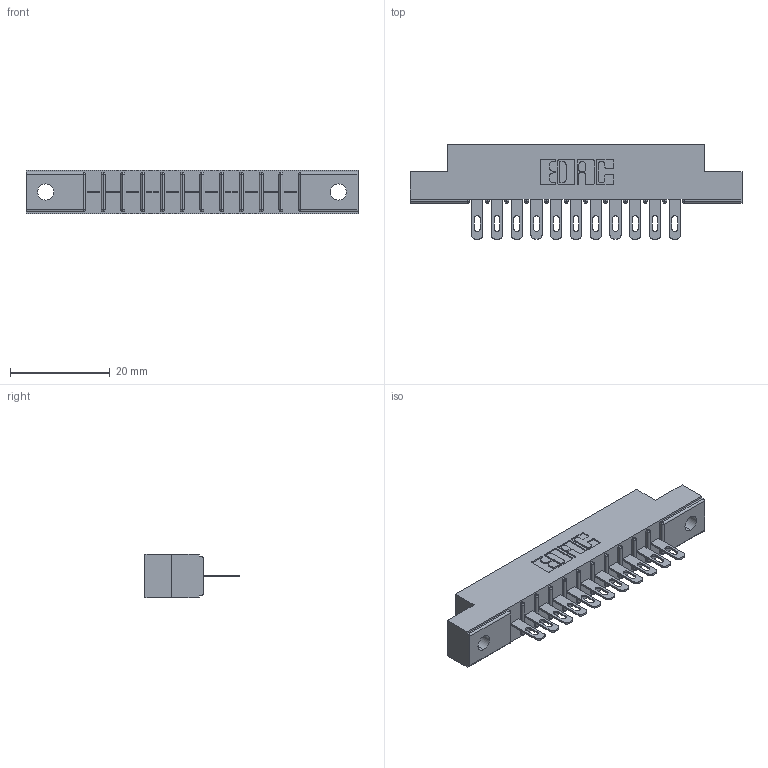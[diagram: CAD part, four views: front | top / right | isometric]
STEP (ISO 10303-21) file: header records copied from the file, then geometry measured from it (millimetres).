
FILE_DESCRIPTION (( 'STEP AP203' ), '1' );
FILE_NAME ('356-011-400-102.STEP', '2020-09-23T10:13:18', ( '' ), ( '' ), 'SwSTEP 2.0', 'SolidWorks 2020', '' );
FILE_SCHEMA (( 'CONFIG_CONTROL_DESIGN' ));
Length unit declared in the file: inch
Products named in the file (3): 306 Part_.128 Dia; 356-011-400-102; 306-290-001_100
Assembly tree (12 placements, depth 2):
  356-011-400-102
    306 Part_.128 Dia
    306-290-001_100  x11
Bounding box: 66.6 x 18.87 x 8.71 mm (x, y, z)
Volume: 4501 mm3; surface area: 6231.2 mm2
Topology: 12 solids, 12 shells, 952 faces, 2681 edges, 1726 vertices
Faces by surface type: plane 618, cylinder 290, sphere 44
Entity records: 14440 total; most frequent: CARTESIAN_POINT 2420, ORIENTED_EDGE 2394, DIRECTION 2391, EDGE_CURVE 1197, LINE 917, VECTOR 917, VERTEX_POINT 766, AXIS2_PLACEMENT_3D 737
